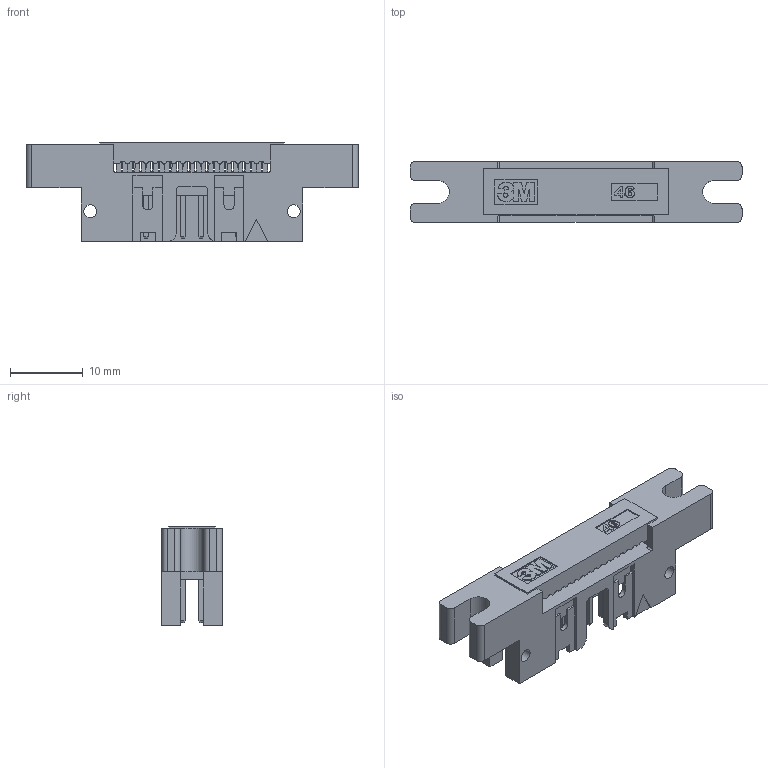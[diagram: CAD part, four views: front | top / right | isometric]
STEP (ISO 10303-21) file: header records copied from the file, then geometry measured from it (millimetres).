
FILE_DESCRIPTION(/* description */ (''),/* implementation_level */ '2;1');
FILE_NAME(/* name */ '4616-6000_step.stp',/* time_stamp */ '2008-10-27T13:25:55-05:00',/* author */ (''),/* organization */ (''),/* preprocessor_version */ 'ST-DEVELOPER v11',/* originating_system */ 'UGS - NX 5.0',/* authorisation */ '');
FILE_SCHEMA (('CONFIG_CONTROL_DESIGN'));
Length unit declared in the file: millimetre
Products named in the file (1): 4616-6000
Bounding box: 45.69 x 8.38 x 13.59 mm (x, y, z)
Volume: 2399.8 mm3; surface area: 3080.5 mm2
Topology: 1 solids, 1 shells, 505 faces, 1527 edges, 994 vertices
Faces by surface type: plane 398, cylinder 76, extrusion 31
Full cylindrical faces by diameter (mm): 1.778 x4
Entity records: 17416 total; most frequent: CARTESIAN_POINT 3497, ORIENTED_EDGE 3046, DIRECTION 2640, EDGE_CURVE 1523, VECTOR 1256, LINE 1225, VERTEX_POINT 994, AXIS2_PLACEMENT_3D 692
